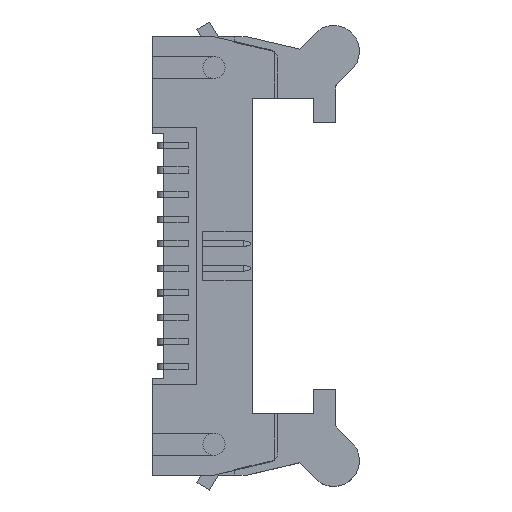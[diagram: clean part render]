
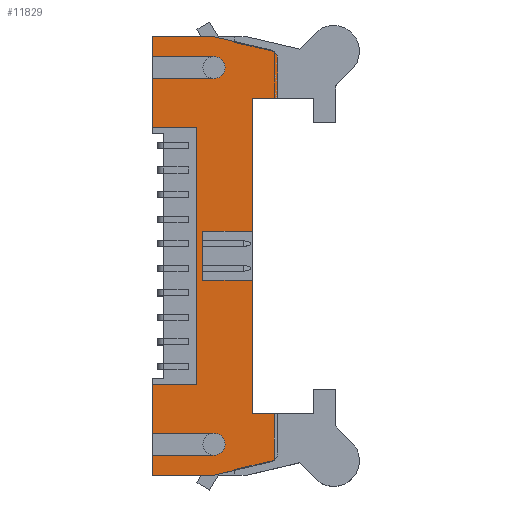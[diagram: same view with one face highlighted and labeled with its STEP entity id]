
A CAD part, top view. The second image highlights one B-rep face of the part: STEP entity #11829.
In plain terms, the highlighted face is planar.
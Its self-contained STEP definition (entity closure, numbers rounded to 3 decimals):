
#55=CIRCLE('',#12701,0.75);
#57=CIRCLE('',#12724,0.9);
#58=CIRCLE('',#12730,0.75);
#59=CIRCLE('',#12731,0.9);
#1368=ORIENTED_EDGE('',*,*,#4327,.F.);
#1369=ORIENTED_EDGE('',*,*,#4209,.F.);
#1370=ORIENTED_EDGE('',*,*,#4295,.F.);
#1371=ORIENTED_EDGE('',*,*,#4291,.F.);
#1372=ORIENTED_EDGE('',*,*,#4289,.F.);
#1373=ORIENTED_EDGE('',*,*,#4250,.F.);
#1374=ORIENTED_EDGE('',*,*,#4286,.F.);
#1375=ORIENTED_EDGE('',*,*,#4283,.F.);
#1376=ORIENTED_EDGE('',*,*,#4274,.F.);
#1377=ORIENTED_EDGE('',*,*,#4336,.F.);
#1378=ORIENTED_EDGE('',*,*,#4337,.T.);
#1379=ORIENTED_EDGE('',*,*,#4338,.T.);
#1380=ORIENTED_EDGE('',*,*,#4330,.F.);
#1381=ORIENTED_EDGE('',*,*,#4268,.F.);
#1382=ORIENTED_EDGE('',*,*,#4265,.F.);
#1383=ORIENTED_EDGE('',*,*,#4339,.F.);
#1384=ORIENTED_EDGE('',*,*,#4334,.F.);
#1385=ORIENTED_EDGE('',*,*,#4340,.F.);
#1386=ORIENTED_EDGE('',*,*,#4323,.F.);
#1387=ORIENTED_EDGE('',*,*,#4341,.F.);
#1388=ORIENTED_EDGE('',*,*,#4342,.F.);
#1389=ORIENTED_EDGE('',*,*,#4343,.F.);
#1390=ORIENTED_EDGE('',*,*,#4319,.F.);
#1391=ORIENTED_EDGE('',*,*,#4241,.F.);
#1392=ORIENTED_EDGE('',*,*,#4170,.F.);
#1393=ORIENTED_EDGE('',*,*,#4167,.T.);
#1394=ORIENTED_EDGE('',*,*,#4297,.F.);
#1395=ORIENTED_EDGE('',*,*,#4213,.F.);
#4167=EDGE_CURVE('',#5737,#5736,#6958,.T.);
#4170=EDGE_CURVE('',#5737,#5739,#6961,.T.);
#4209=EDGE_CURVE('',#5757,#5758,#6997,.T.);
#4213=EDGE_CURVE('',#5761,#5762,#7001,.T.);
#4241=EDGE_CURVE('',#5739,#5773,#7021,.T.);
#4250=EDGE_CURVE('',#5778,#5779,#55,.T.);
#4265=EDGE_CURVE('',#5787,#5788,#7040,.T.);
#4268=EDGE_CURVE('',#5788,#5790,#7043,.T.);
#4274=EDGE_CURVE('',#5795,#5792,#7049,.T.);
#4283=EDGE_CURVE('',#5792,#5801,#7057,.T.);
#4286=EDGE_CURVE('',#5801,#5778,#7060,.T.);
#4289=EDGE_CURVE('',#5779,#5803,#7063,.T.);
#4291=EDGE_CURVE('',#5803,#5804,#7065,.T.);
#4295=EDGE_CURVE('',#5804,#5757,#7069,.T.);
#4297=EDGE_CURVE('',#5762,#5736,#7071,.T.);
#4319=EDGE_CURVE('',#5773,#5811,#7093,.T.);
#4323=EDGE_CURVE('',#5814,#5815,#7097,.T.);
#4327=EDGE_CURVE('',#5758,#5761,#57,.T.);
#4330=EDGE_CURVE('',#5790,#5817,#7103,.T.);
#4334=EDGE_CURVE('',#5819,#5820,#7107,.T.);
#4336=EDGE_CURVE('',#5821,#5795,#7109,.T.);
#4337=EDGE_CURVE('',#5821,#5822,#7110,.T.);
#4338=EDGE_CURVE('',#5822,#5817,#7111,.T.);
#4339=EDGE_CURVE('',#5820,#5787,#58,.T.);
#4340=EDGE_CURVE('',#5815,#5819,#7112,.T.);
#4341=EDGE_CURVE('',#5823,#5814,#7113,.T.);
#4342=EDGE_CURVE('',#5824,#5823,#59,.T.);
#4343=EDGE_CURVE('',#5811,#5824,#7114,.T.);
#5736=VERTEX_POINT('',#17501);
#5737=VERTEX_POINT('',#17503);
#5739=VERTEX_POINT('',#17509);
#5757=VERTEX_POINT('',#17575);
#5758=VERTEX_POINT('',#17576);
#5761=VERTEX_POINT('',#17584);
#5762=VERTEX_POINT('',#17585);
#5773=VERTEX_POINT('',#17639);
#5778=VERTEX_POINT('',#17658);
#5779=VERTEX_POINT('',#17660);
#5787=VERTEX_POINT('',#17687);
#5788=VERTEX_POINT('',#17689);
#5790=VERTEX_POINT('',#17695);
#5792=VERTEX_POINT('',#17701);
#5795=VERTEX_POINT('',#17706);
#5801=VERTEX_POINT('',#17728);
#5803=VERTEX_POINT('',#17740);
#5804=VERTEX_POINT('',#17744);
#5811=VERTEX_POINT('',#17784);
#5814=VERTEX_POINT('',#17790);
#5815=VERTEX_POINT('',#17792);
#5817=VERTEX_POINT('',#17805);
#5819=VERTEX_POINT('',#17811);
#5820=VERTEX_POINT('',#17813);
#5821=VERTEX_POINT('',#17817);
#5822=VERTEX_POINT('',#17819);
#5823=VERTEX_POINT('',#17824);
#5824=VERTEX_POINT('',#17826);
#6958=LINE('',#17502,#8564);
#6961=LINE('',#17508,#8567);
#6997=LINE('',#17574,#8603);
#7001=LINE('',#17583,#8607);
#7021=LINE('',#17642,#8627);
#7040=LINE('',#17688,#8646);
#7043=LINE('',#17694,#8649);
#7049=LINE('',#17707,#8655);
#7057=LINE('',#17727,#8663);
#7060=LINE('',#17733,#8666);
#7063=LINE('',#17739,#8669);
#7065=LINE('',#17743,#8671);
#7069=LINE('',#17750,#8675);
#7071=LINE('',#17752,#8677);
#7093=LINE('',#17783,#8699);
#7097=LINE('',#17791,#8703);
#7103=LINE('',#17804,#8709);
#7107=LINE('',#17812,#8713);
#7109=LINE('',#17816,#8715);
#7110=LINE('',#17818,#8716);
#7111=LINE('',#17820,#8717);
#7112=LINE('',#17822,#8718);
#7113=LINE('',#17823,#8719);
#7114=LINE('',#17827,#8720);
#8564=VECTOR('',#14131,1000.);
#8567=VECTOR('',#14136,1000.);
#8603=VECTOR('',#14196,1000.);
#8607=VECTOR('',#14202,1000.);
#8627=VECTOR('',#14256,1000.);
#8646=VECTOR('',#14303,1000.);
#8649=VECTOR('',#14308,1000.);
#8655=VECTOR('',#14316,1000.);
#8663=VECTOR('',#14330,1000.);
#8666=VECTOR('',#14337,1000.);
#8669=VECTOR('',#14344,1000.);
#8671=VECTOR('',#14348,1000.);
#8675=VECTOR('',#14354,1000.);
#8677=VECTOR('',#14356,1000.);
#8699=VECTOR('',#14386,1000.);
#8703=VECTOR('',#14390,1000.);
#8709=VECTOR('',#14406,1000.);
#8713=VECTOR('',#14412,1000.);
#8715=VECTOR('',#14416,1000.);
#8716=VECTOR('',#14417,1000.);
#8717=VECTOR('',#14418,1000.);
#8718=VECTOR('',#14421,1000.);
#8719=VECTOR('',#14422,1000.);
#8720=VECTOR('',#14425,1000.);
#9847=EDGE_LOOP('',(#1368,#1369,#1370,#1371,#1372,#1373,#1374,#1375,#1376,
#1377,#1378,#1379,#1380,#1381,#1382,#1383,#1384,#1385,#1386,#1387,#1388,
#1389,#1390,#1391,#1392,#1393,#1394,#1395));
#10535=FACE_BOUND('',#9847,.T.);
#11213=PLANE('',#12729);
#11829=ADVANCED_FACE('',(#10535),#11213,.F.);
#12701=AXIS2_PLACEMENT_3D('',#17659,#14276,#14277);
#12724=AXIS2_PLACEMENT_3D('',#17798,#14396,#14397);
#12729=AXIS2_PLACEMENT_3D('',#17815,#14414,#14415);
#12730=AXIS2_PLACEMENT_3D('',#17821,#14419,#14420);
#12731=AXIS2_PLACEMENT_3D('',#17825,#14423,#14424);
#14131=DIRECTION('',(0.,0.,-1.));
#14136=DIRECTION('',(-1.,0.,0.));
#14196=DIRECTION('',(0.,0.,1.));
#14202=DIRECTION('',(0.,0.,-1.));
#14256=DIRECTION('',(0.,0.,-1.));
#14276=DIRECTION('',(0.,1.,0.));
#14277=DIRECTION('',(0.,0.,1.));
#14303=DIRECTION('',(1.,0.,0.));
#14308=DIRECTION('',(0.,0.,-1.));
#14316=DIRECTION('',(1.,0.,0.));
#14330=DIRECTION('',(0.,0.,1.));
#14337=DIRECTION('',(1.,0.,0.));
#14344=DIRECTION('',(0.225,0.,-0.974));
#14348=DIRECTION('',(0.,0.,-1.));
#14354=DIRECTION('',(-1.,0.,0.));
#14356=DIRECTION('',(-1.,0.,0.));
#14386=DIRECTION('',(-1.,0.,0.));
#14390=DIRECTION('',(-1.,0.,0.));
#14396=DIRECTION('',(0.,-1.,0.));
#14397=DIRECTION('',(1.,0.,0.));
#14406=DIRECTION('',(1.,0.,0.));
#14412=DIRECTION('',(0.225,0.,0.974));
#14414=DIRECTION('',(0.,1.,0.));
#14415=DIRECTION('',(0.,0.,1.));
#14416=DIRECTION('',(0.,0.,1.));
#14417=DIRECTION('',(-1.,0.,0.));
#14418=DIRECTION('',(0.,0.,1.));
#14419=DIRECTION('',(0.,1.,0.));
#14420=DIRECTION('',(0.,0.,1.));
#14421=DIRECTION('',(0.,0.,1.));
#14422=DIRECTION('',(0.,0.,-1.));
#14423=DIRECTION('',(0.,-1.,0.));
#14424=DIRECTION('',(1.,0.,0.));
#14425=DIRECTION('',(0.,0.,1.));
#17501=CARTESIAN_POINT('',(10.5,-3.,-5.));
#17502=CARTESIAN_POINT('',(10.5,-3.,-1.4));
#17503=CARTESIAN_POINT('',(10.5,-3.,-1.4));
#17508=CARTESIAN_POINT('',(10.5,-3.,-1.4));
#17509=CARTESIAN_POINT('',(-10.5,-3.,-1.4));
#17574=CARTESIAN_POINT('',(16.25,-3.,-5.));
#17575=CARTESIAN_POINT('',(16.25,-3.,-5.));
#17576=CARTESIAN_POINT('',(16.25,-3.,0.));
#17583=CARTESIAN_POINT('',(14.45,-3.,0.));
#17584=CARTESIAN_POINT('',(14.45,-3.,0.));
#17585=CARTESIAN_POINT('',(14.45,-3.,-5.));
#17639=CARTESIAN_POINT('',(-10.5,-3.,-5.));
#17642=CARTESIAN_POINT('',(-10.5,-3.,-1.4));
#17658=CARTESIAN_POINT('',(16.053,-3.,5.2));
#17659=CARTESIAN_POINT('',(16.053,-3.,4.45));
#17660=CARTESIAN_POINT('',(16.784,-3.,4.619));
#17687=CARTESIAN_POINT('',(-16.053,-3.,5.2));
#17688=CARTESIAN_POINT('',(-16.65,-3.,5.2));
#17689=CARTESIAN_POINT('',(-12.85,-3.,5.2));
#17694=CARTESIAN_POINT('',(-12.85,-3.,5.2));
#17695=CARTESIAN_POINT('',(-12.85,-3.,3.1));
#17701=CARTESIAN_POINT('',(12.85,-3.,3.1));
#17706=CARTESIAN_POINT('',(2.,-3.,3.1));
#17707=CARTESIAN_POINT('',(-12.85,-3.,3.1));
#17727=CARTESIAN_POINT('',(12.85,-3.,3.1));
#17728=CARTESIAN_POINT('',(12.85,-3.,5.2));
#17733=CARTESIAN_POINT('',(12.85,-3.,5.2));
#17739=CARTESIAN_POINT('',(16.65,-3.,5.2));
#17740=CARTESIAN_POINT('',(17.85,-3.,0.));
#17743=CARTESIAN_POINT('',(17.85,-3.,0.));
#17744=CARTESIAN_POINT('',(17.85,-3.,-5.));
#17750=CARTESIAN_POINT('',(17.85,-3.,-5.));
#17752=CARTESIAN_POINT('',(17.85,-3.,-5.));
#17783=CARTESIAN_POINT('',(-10.,-3.,-5.));
#17784=CARTESIAN_POINT('',(-14.45,-3.,-5.));
#17790=CARTESIAN_POINT('',(-16.25,-3.,-5.));
#17791=CARTESIAN_POINT('',(-10.,-3.,-5.));
#17792=CARTESIAN_POINT('',(-17.85,-3.,-5.));
#17798=CARTESIAN_POINT('',(15.35,-3.,0.));
#17804=CARTESIAN_POINT('',(-12.85,-3.,3.1));
#17805=CARTESIAN_POINT('',(-2.,-3.,3.1));
#17811=CARTESIAN_POINT('',(-17.85,-3.,0.));
#17812=CARTESIAN_POINT('',(-17.85,-3.,0.));
#17813=CARTESIAN_POINT('',(-16.784,-3.,4.619));
#17815=CARTESIAN_POINT('',(0.,-3.,0.));
#17816=CARTESIAN_POINT('',(2.,-3.,-0.9));
#17817=CARTESIAN_POINT('',(2.,-3.,-0.9));
#17818=CARTESIAN_POINT('',(2.,-3.,-0.9));
#17819=CARTESIAN_POINT('',(-2.,-3.,-0.9));
#17820=CARTESIAN_POINT('',(-2.,-3.,-0.9));
#17821=CARTESIAN_POINT('',(-16.053,-3.,4.45));
#17822=CARTESIAN_POINT('',(-17.85,-3.,-5.));
#17823=CARTESIAN_POINT('',(-16.25,-3.,0.));
#17824=CARTESIAN_POINT('',(-16.25,-3.,0.));
#17825=CARTESIAN_POINT('',(-15.35,-3.,0.));
#17826=CARTESIAN_POINT('',(-14.45,-3.,0.));
#17827=CARTESIAN_POINT('',(-14.45,-3.,-5.));
